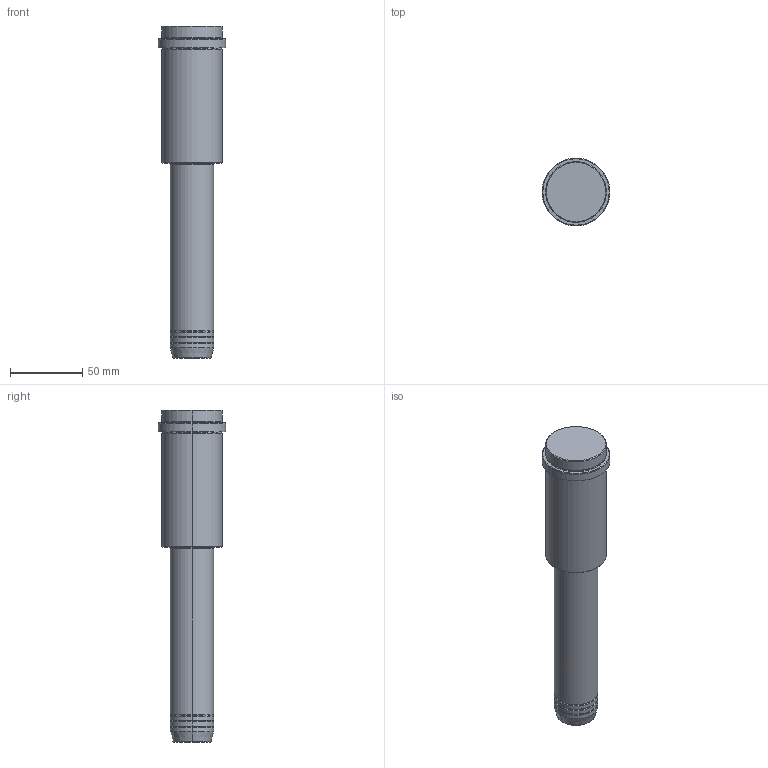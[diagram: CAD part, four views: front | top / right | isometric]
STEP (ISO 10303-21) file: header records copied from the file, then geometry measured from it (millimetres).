
FILE_DESCRIPTION (( 'STEP AP203' ), '1' );
FILE_NAME ('dea2.STEP', '2024-01-03T00:44:01', ( '' ), ( '' ), 'SwSTEP 2.0', 'SolidWorks 2019', '' );
FILE_SCHEMA (( 'CONFIG_CONTROL_DESIGN' ));
Length unit declared in the file: millimetre
Products named in the file (1): dea2
Bounding box: 47 x 47 x 230 mm (x, y, z)
Volume: 228235.2 mm3; surface area: 28892.3 mm2
Topology: 1 solids, 1 shells, 52 faces, 102 edges, 56 vertices
Faces by surface type: torus 22, cylinder 16, cone 8, plane 6
Entity records: 1413 total; most frequent: DIRECTION 286, CARTESIAN_POINT 211, ORIENTED_EDGE 204, AXIS2_PLACEMENT_3D 131, EDGE_CURVE 102, CIRCLE 78, VERTEX_POINT 56, EDGE_LOOP 56
